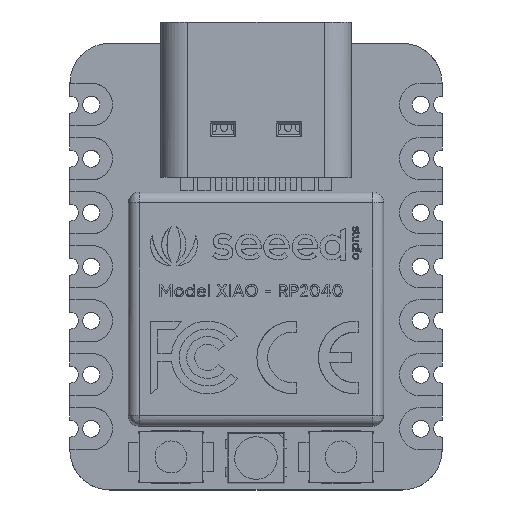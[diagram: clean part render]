
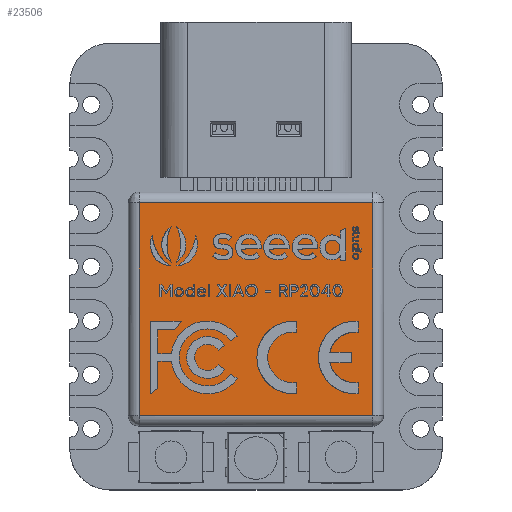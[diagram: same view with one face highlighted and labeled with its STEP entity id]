
A CAD part, top view. The second image highlights one B-rep face of the part: STEP entity #23506.
In plain terms, the highlighted free-form (B-spline) face has degree [1, 1] with [2, 2] control points.
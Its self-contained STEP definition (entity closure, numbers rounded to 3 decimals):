
#23119 = VERTEX_POINT('',#23120);
#23120 = CARTESIAN_POINT('',(4.591,2.504,
    2.671));
#23187 = VERTEX_POINT('',#23188);
#23188 = CARTESIAN_POINT('',(-4.591,2.504,
    2.671));
#23255 = VERTEX_POINT('',#23256);
#23256 = CARTESIAN_POINT('',(4.591,-5.843,
    2.671));
#23323 = EDGE_CURVE('',#23119,#23255,#23324,.T.);
#23324 = B_SPLINE_CURVE_WITH_KNOTS('',1,(#23325,#23326),.UNSPECIFIED.,
  .F.,.F.,(2,2),(-7.75,2.25),.PIECEWISE_BEZIER_KNOTS.);
#23325 = CARTESIAN_POINT('',(4.591,2.504,
    2.671));
#23326 = CARTESIAN_POINT('',(4.591,-5.843,
    2.671));
#23345 = VERTEX_POINT('',#23346);
#23346 = CARTESIAN_POINT('',(-4.591,-5.843,
    2.671));
#23413 = EDGE_CURVE('',#23255,#23345,#23414,.T.);
#23414 = B_SPLINE_CURVE_WITH_KNOTS('',1,(#23415,#23416),.UNSPECIFIED.,
  .F.,.F.,(2,2),(-8.5,2.5),.PIECEWISE_BEZIER_KNOTS.);
#23415 = CARTESIAN_POINT('',(4.591,-5.843,
    2.671));
#23416 = CARTESIAN_POINT('',(-4.591,-5.843,
    2.671));
#23435 = EDGE_CURVE('',#23345,#23187,#23436,.T.);
#23436 = B_SPLINE_CURVE_WITH_KNOTS('',1,(#23437,#23438),.UNSPECIFIED.,
  .F.,.F.,(2,2),(-7.75,2.25),.PIECEWISE_BEZIER_KNOTS.);
#23437 = CARTESIAN_POINT('',(-4.591,-5.843,
    2.671));
#23438 = CARTESIAN_POINT('',(-4.591,2.504,
    2.671));
#23457 = EDGE_CURVE('',#23187,#23119,#23458,.T.);
#23458 = B_SPLINE_CURVE_WITH_KNOTS('',1,(#23459,#23460),.UNSPECIFIED.,
  .F.,.F.,(2,2),(-8.5,2.5),.PIECEWISE_BEZIER_KNOTS.);
#23459 = CARTESIAN_POINT('',(-4.591,2.504,
    2.671));
#23460 = CARTESIAN_POINT('',(4.591,2.504,
    2.671));
#23506 = ADVANCED_FACE('',(#23507),#23513,.T.);
#23507 = FACE_BOUND('',#23508,.T.);
#23508 = EDGE_LOOP('',(#23509,#23510,#23511,#23512));
#23509 = ORIENTED_EDGE('',*,*,#23323,.F.);
#23510 = ORIENTED_EDGE('',*,*,#23457,.F.);
#23511 = ORIENTED_EDGE('',*,*,#23435,.F.);
#23512 = ORIENTED_EDGE('',*,*,#23413,.F.);
#23513 = B_SPLINE_SURFACE_WITH_KNOTS('',1,1,(
    (#23514,#23515)
    ,(#23516,#23517
    )),.UNSPECIFIED.,.F.,.F.,.F.,(2,2),(2,2),(-5.5,5.5),(-5.,5.),
  .PIECEWISE_BEZIER_KNOTS.);
#23514 = CARTESIAN_POINT('',(-4.591,-5.843,
    2.671));
#23515 = CARTESIAN_POINT('',(-4.591,2.504,
    2.671));
#23516 = CARTESIAN_POINT('',(4.591,-5.843,
    2.671));
#23517 = CARTESIAN_POINT('',(4.591,2.504,
    2.671));
